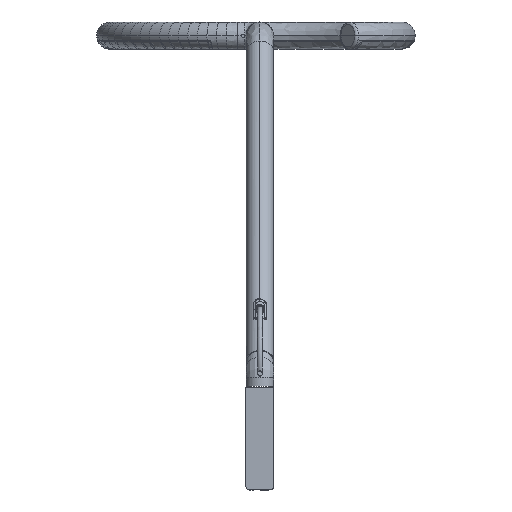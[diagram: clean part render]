
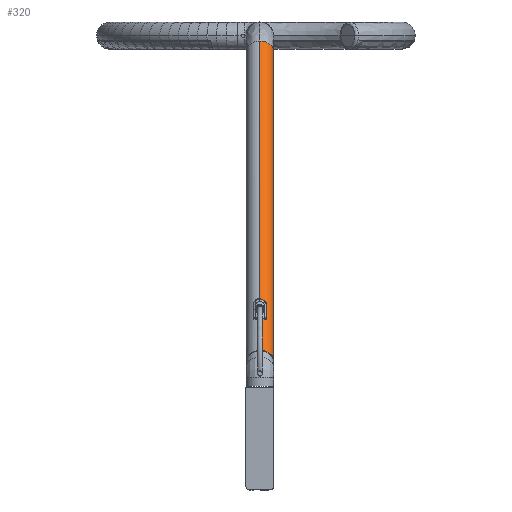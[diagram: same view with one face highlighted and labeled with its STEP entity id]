
A CAD part, left-side view. The second image highlights one B-rep face of the part: STEP entity #320.
In plain terms, the highlighted cylindrical face has radius 8 mm (diameter 16 mm), a partial arc.
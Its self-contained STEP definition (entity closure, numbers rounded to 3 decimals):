
#320=ADVANCED_FACE('',(#556),#3383,.T.);
#556=FACE_OUTER_BOUND('',#792,.T.);
#792=EDGE_LOOP('',(#1646,#1647,#1648,#1649,#1650,#1651,#1652,#1653,#1654,
#1655));
#1646=ORIENTED_EDGE('',*,*,#2325,.T.);
#1647=ORIENTED_EDGE('',*,*,#2328,.T.);
#1648=ORIENTED_EDGE('',*,*,#2311,.T.);
#1649=ORIENTED_EDGE('',*,*,#2296,.T.);
#1650=ORIENTED_EDGE('',*,*,#2299,.T.);
#1651=ORIENTED_EDGE('',*,*,#2301,.T.);
#1652=ORIENTED_EDGE('',*,*,#2326,.T.);
#1653=ORIENTED_EDGE('',*,*,#2329,.T.);
#1654=ORIENTED_EDGE('',*,*,#2287,.F.);
#1655=ORIENTED_EDGE('',*,*,#2288,.F.);
#2287=EDGE_CURVE('',#3176,#3200,#2887,.T.);
#2288=EDGE_CURVE('',#3178,#3176,#2573,.T.);
#2296=EDGE_CURVE('',#3177,#3184,#2890,.T.);
#2299=EDGE_CURVE('',#3184,#3185,#2893,.T.);
#2301=EDGE_CURVE('',#3185,#3202,#2895,.T.);
#2311=EDGE_CURVE('',#3190,#3177,#2905,.T.);
#2325=EDGE_CURVE('',#3178,#3201,#2916,.T.);
#2326=EDGE_CURVE('',#3202,#3203,#2917,.T.);
#2328=EDGE_CURVE('',#3201,#3190,#2919,.T.);
#2329=EDGE_CURVE('',#3203,#3200,#2582,.T.);
#2573=(
BOUNDED_CURVE()
B_SPLINE_CURVE(2,(#12680,#12681,#12682,#12683,#12684),.UNSPECIFIED.,.F.,
 .F.)
B_SPLINE_CURVE_WITH_KNOTS((3,2,3),(0.,12.566,25.133),
 .UNSPECIFIED.)
CURVE()
GEOMETRIC_REPRESENTATION_ITEM()
RATIONAL_B_SPLINE_CURVE((1.,0.707,1.,0.707,1.))
REPRESENTATION_ITEM('')
);
#2582=(
BOUNDED_CURVE()
B_SPLINE_CURVE(2,(#12831,#12832,#12833,#12834,#12835),.UNSPECIFIED.,.F.,
 .F.)
B_SPLINE_CURVE_WITH_KNOTS((3,2,3),(24.19,36.284,48.379),
 .UNSPECIFIED.)
CURVE()
GEOMETRIC_REPRESENTATION_ITEM()
RATIONAL_B_SPLINE_CURVE((1.,0.707,1.,0.707,1.))
REPRESENTATION_ITEM('')
);
#2887=B_SPLINE_CURVE_WITH_KNOTS('',1,(#12678,#12679),.UNSPECIFIED.,.F.,
 .F.,(2,2),(36.854,292.128),.UNSPECIFIED.);
#2890=B_SPLINE_CURVE_WITH_KNOTS('',1,(#12712,#12713),.UNSPECIFIED.,.F.,
 .F.,(2,2),(0.,9.),.UNSPECIFIED.);
#2893=B_SPLINE_CURVE_WITH_KNOTS('',3,(#12718,#12719,#12720,#12721),
 .UNSPECIFIED.,.F.,.F.,(4,4),(9.,12.287),
 .UNSPECIFIED.);
#2895=B_SPLINE_CURVE_WITH_KNOTS('',3,(#12724,#12725,#12726,#12727),
 .UNSPECIFIED.,.F.,.F.,(4,4),(12.287,15.569),
 .UNSPECIFIED.);
#2905=B_SPLINE_CURVE_WITH_KNOTS('',3,(#12752,#12753,#12754,#12755),
 .UNSPECIFIED.,.F.,.F.,(4,4),(41.012,44.3),
 .UNSPECIFIED.);
#2916=B_SPLINE_CURVE_WITH_KNOTS('',1,(#12815,#12816),.UNSPECIFIED.,.F.,
 .F.,(2,2),(36.854,249.424),.UNSPECIFIED.);
#2917=B_SPLINE_CURVE_WITH_KNOTS('',1,(#12817,#12818),.UNSPECIFIED.,.F.,
 .F.,(2,2),(266.424,292.128),.UNSPECIFIED.);
#2919=B_SPLINE_CURVE_WITH_KNOTS('',3,(#12825,#12826,#12827,#12828,#12829,
#12830),.UNSPECIFIED.,.F.,.F.,(4,2,4),(37.719,37.725,
41.012),.UNSPECIFIED.);
#3176=VERTEX_POINT('',#12648);
#3177=VERTEX_POINT('',#12649);
#3178=VERTEX_POINT('',#12650);
#3184=VERTEX_POINT('',#12656);
#3185=VERTEX_POINT('',#12657);
#3190=VERTEX_POINT('',#12662);
#3200=VERTEX_POINT('',#12672);
#3201=VERTEX_POINT('',#12673);
#3202=VERTEX_POINT('',#12674);
#3203=VERTEX_POINT('',#12675);
#3383=CYLINDRICAL_SURFACE('',#3511,8.);
#3511=AXIS2_PLACEMENT_3D('',#12294,#3586,$);
#3586=DIRECTION('',(-0.707,0.,-0.707));
#12294=CARTESIAN_POINT('',(13.001,0.,93.264));
#12648=CARTESIAN_POINT('',(109.017,0.,177.966));
#12649=CARTESIAN_POINT('',(-54.677,-4.,35.384));
#12650=CARTESIAN_POINT('',(97.703,0.,189.28));
#12656=CARTESIAN_POINT('',(-61.041,-4.,29.02));
#12657=CARTESIAN_POINT('',(-63.432,-2.83,27.413));
#12662=CARTESIAN_POINT('',(-53.071,-2.831,37.774));
#12672=CARTESIAN_POINT('',(-71.489,0.,-2.539));
#12673=CARTESIAN_POINT('',(-52.607,0.,38.97));
#12674=CARTESIAN_POINT('',(-64.627,0.,26.95));
#12675=CARTESIAN_POINT('',(-82.803,0.,8.774));
#12678=CARTESIAN_POINT('',(109.017,0.,177.966));
#12679=CARTESIAN_POINT('',(-71.489,0.,-2.539));
#12680=CARTESIAN_POINT('',(97.703,0.,189.28));
#12681=CARTESIAN_POINT('',(97.703,-8.,189.28));
#12682=CARTESIAN_POINT('',(103.36,-8.,183.623));
#12683=CARTESIAN_POINT('',(109.017,-8.,177.966));
#12684=CARTESIAN_POINT('',(109.017,0.,177.966));
#12712=CARTESIAN_POINT('',(-54.677,-4.,35.384));
#12713=CARTESIAN_POINT('',(-61.041,-4.,29.02));
#12718=CARTESIAN_POINT('',(-61.041,-4.,29.02));
#12719=CARTESIAN_POINT('',(-61.803,-4.,28.258));
#12720=CARTESIAN_POINT('',(-62.725,-3.555,27.733));
#12721=CARTESIAN_POINT('',(-63.432,-2.83,27.413));
#12724=CARTESIAN_POINT('',(-63.432,-2.83,27.413));
#12725=CARTESIAN_POINT('',(-64.139,-2.105,27.094));
#12726=CARTESIAN_POINT('',(-64.627,-1.063,26.95));
#12727=CARTESIAN_POINT('',(-64.627,0.,26.95));
#12752=CARTESIAN_POINT('',(-53.071,-2.831,37.774));
#12753=CARTESIAN_POINT('',(-53.39,-3.555,37.068));
#12754=CARTESIAN_POINT('',(-53.916,-4.,36.145));
#12755=CARTESIAN_POINT('',(-54.677,-4.,35.384));
#12815=CARTESIAN_POINT('',(97.703,0.,189.28));
#12816=CARTESIAN_POINT('',(-52.607,0.,38.97));
#12817=CARTESIAN_POINT('',(-64.627,0.,26.95));
#12818=CARTESIAN_POINT('',(-82.803,0.,8.774));
#12825=CARTESIAN_POINT('',(-52.607,0.,38.97));
#12826=CARTESIAN_POINT('',(-52.607,-0.002,38.97));
#12827=CARTESIAN_POINT('',(-52.607,-0.004,38.97));
#12828=CARTESIAN_POINT('',(-52.607,-1.072,38.969));
#12829=CARTESIAN_POINT('',(-52.751,-2.106,38.481));
#12830=CARTESIAN_POINT('',(-53.071,-2.831,37.774));
#12831=CARTESIAN_POINT('',(-82.803,0.,8.774));
#12832=CARTESIAN_POINT('',(-82.803,-8.,8.774));
#12833=CARTESIAN_POINT('',(-77.146,-8.,3.118));
#12834=CARTESIAN_POINT('',(-71.489,-8.,-2.539));
#12835=CARTESIAN_POINT('',(-71.489,0.,-2.539));
